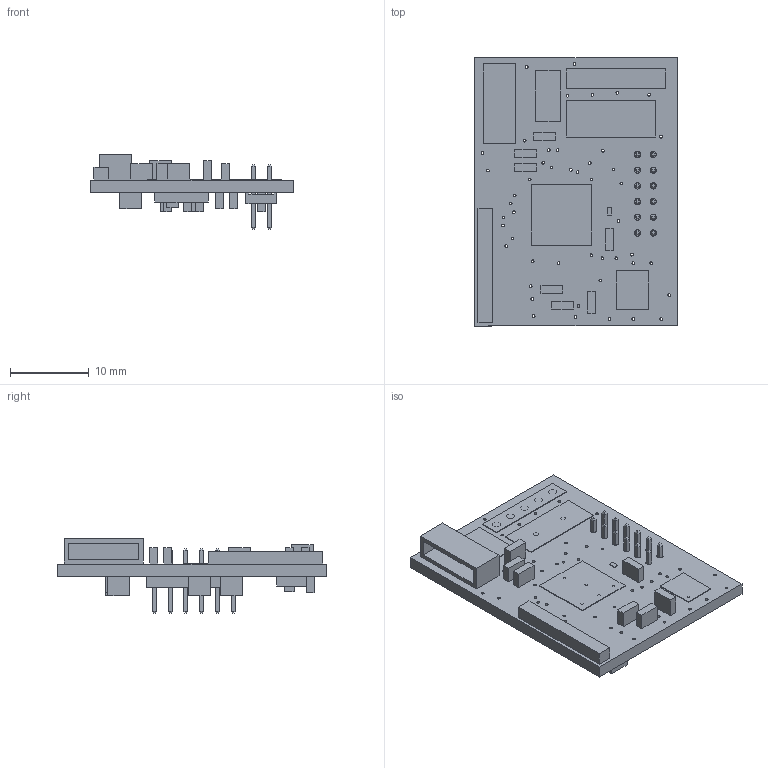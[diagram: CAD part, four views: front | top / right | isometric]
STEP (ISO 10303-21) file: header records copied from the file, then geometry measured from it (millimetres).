
FILE_DESCRIPTION(/* description */ (''),/* implementation_level */ '2;1');
FILE_NAME(/* name */ '392317d4-60f6-47a8-890a-4acf6a6bc9bc.stp',/* time_stamp */ '2022-01-25T23:25:52+00:00',/* author */ (''),/* organization */ (''),/* preprocessor_version */ 'ST-DEVELOPER v18.1',/* originating_system */ 'Autodesk Translation Framework v10.13.0.1454',/* authorisation */ '');
FILE_SCHEMA (('AUTOMOTIVE_DESIGN { 1 0 10303 214 3 1 1 }'));
Length unit declared in the file: millimetre
Products named in the file (19): 392317d4-60f6-47a8-890a-4acf6a6bc9bc; PCB Component; Board; 4.7uF; COLOR; 3.3k; DISCRETECOMPONENTS_SWITCH; 3V3 -SWCLK-GND-SWDIO- NRST; STM32F042K6T6; TCAN337D; ECS-80-S-4X; JST-8PIN; BACKPLANE_CONNECTORSESC; _TMM-106-01-T-D_body; _TMM-106-01-T-D_pins1; _TMM-106-01-T-D_pins2; OP-AMP; JUMPER-SMT_2_NO_SILK; 1X06
Assembly tree (32 placements, depth 4):
  392317d4-60f6-47a8-890a-4acf6a6bc9bc
    PCB Component
      Board
      4.7uF  x8
      COLOR
      3.3k  x8
      DISCRETECOMPONENTS_SWITCH
      3V3 -SWCLK-GND-SWDIO- NRST
      STM32F042K6T6
      TCAN337D
      ECS-80-S-4X
      JST-8PIN
      BACKPLANE_CONNECTORSESC
        _TMM-106-01-T-D_body
        _TMM-106-01-T-D_pins1
        _TMM-106-01-T-D_pins2
      OP-AMP
      JUMPER-SMT_2_NO_SILK
      1X06
Bounding box: 25.78 x 34.16 x 9.45 mm (x, y, z)
Volume: 1727.5 mm3; surface area: 3804.1 mm2
Topology: 30 solids, 30 shells, 528 faces, 1245 edges, 798 vertices
Faces by surface type: plane 449, cylinder 79
Full cylindrical faces by diameter (mm): 0.35 x54, 0.63 x2, 0.79 x12, 1.016 x11
Entity records: 14218 total; most frequent: CARTESIAN_POINT 2258, DIRECTION 2225, ORIENTED_EDGE 2154, EDGE_CURVE 1077, LINE 919, VECTOR 919, VERTEX_POINT 686, AXIS2_PLACEMENT_3D 653
